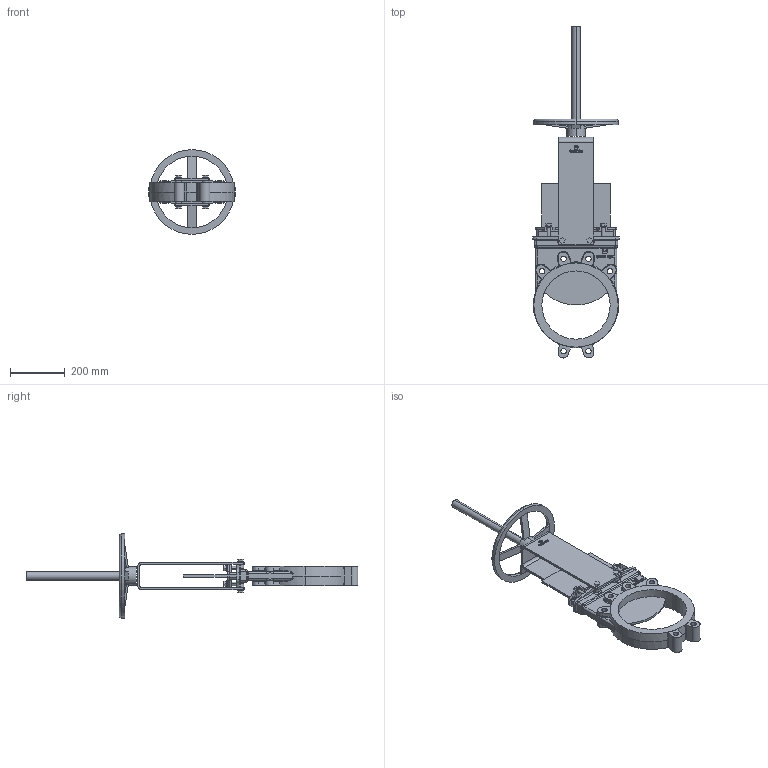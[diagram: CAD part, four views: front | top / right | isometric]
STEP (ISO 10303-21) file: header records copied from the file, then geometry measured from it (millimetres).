
FILE_DESCRIPTION (( 'STEP AP214' ), '1' );
FILE_NAME ('EX DN250_CAST IRON_HANDWHEEL_RS.STEP', '2011-11-24T16:35:32', ( 'user' ), ( '' ), 'SwSTEP 2.0', 'SolidWorks 2010', '' );
FILE_SCHEMA (( 'AUTOMOTIVE_DESIGN' ));
Length unit declared in the file: millimetre
Products named in the file (1): EX DN250_CAST IRON_HANDWHEEL_RS
Bounding box: 318 x 1215.83 x 310 mm (x, y, z)
Surface area: 869409.9 mm2 (no closed solid volume)
Topology: 0 solids, 29 shells, 583 faces, 2050 edges, 1489 vertices
Faces by surface type: plane 277, cylinder 184, bspline 70, torus 36, cone 16
Entity records: 42097 total; most frequent: CARTESIAN_POINT 18717, ORIENTED_EDGE 3365, DIRECTION 3288, EDGE_CURVE 2050, VERTEX_POINT 1489, VECTOR 1220, LINE 1220, AXIS2_PLACEMENT_3D 1034
